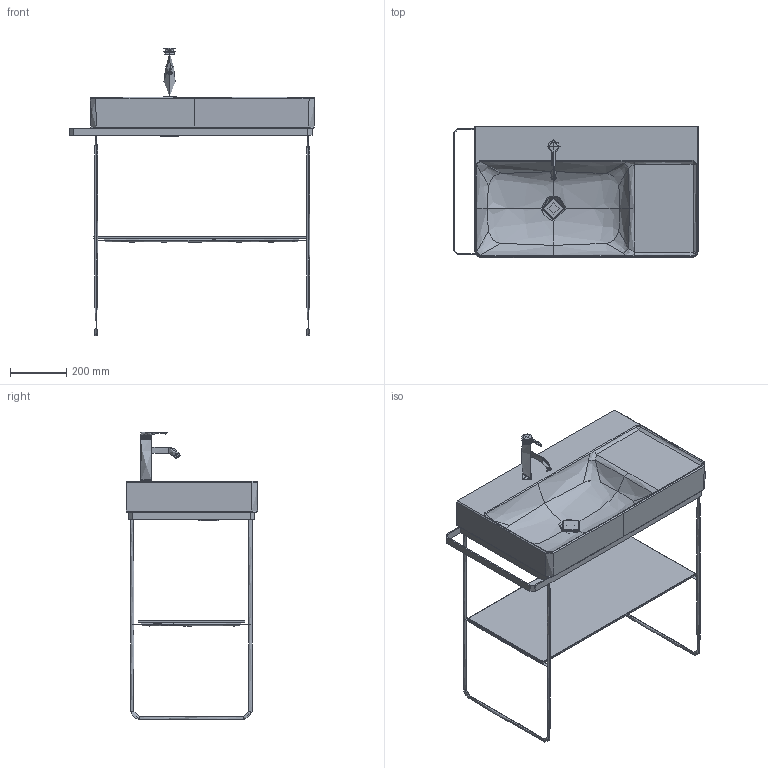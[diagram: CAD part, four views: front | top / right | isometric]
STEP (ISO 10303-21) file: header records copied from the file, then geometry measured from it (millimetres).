
FILE_DESCRIPTION(/* description */ (''),/* implementation_level */ '2;1');
FILE_NAME(/* name */ 't',/* time_stamp */ '2019-02-21T10:49:21+01:00',/* author */ (''),/* organization */ (''),/* preprocessor_version */ 'ST-DEVELOPER v15',/* originating_system */ '',/* authorisation */ '');
FILE_SCHEMA (('AUTOMOTIVE_DESIGN'));
Products named in the file (1): Document
Bounding box: 874.19 x 469.94 x 1025.45 mm (x, y, z)
Volume: 2772411.3 mm3; surface area: 2344698.6 mm2
Topology: 10 solids, 28 shells, 902 faces, 2191 edges, 1299 vertices
Faces by surface type: bspline 902
Entity records: 128630 total; most frequent: CARTESIAN_POINT 102072, B_SPLINE_CURVE_WITH_KNOTS 5027, ORIENTED_EDGE 4211, PCURVE 4211, DEFINITIONAL_REPRESENTATION 4211, SURFACE_CURVE 2160, EDGE_CURVE 2160, VERTEX_POINT 1299
